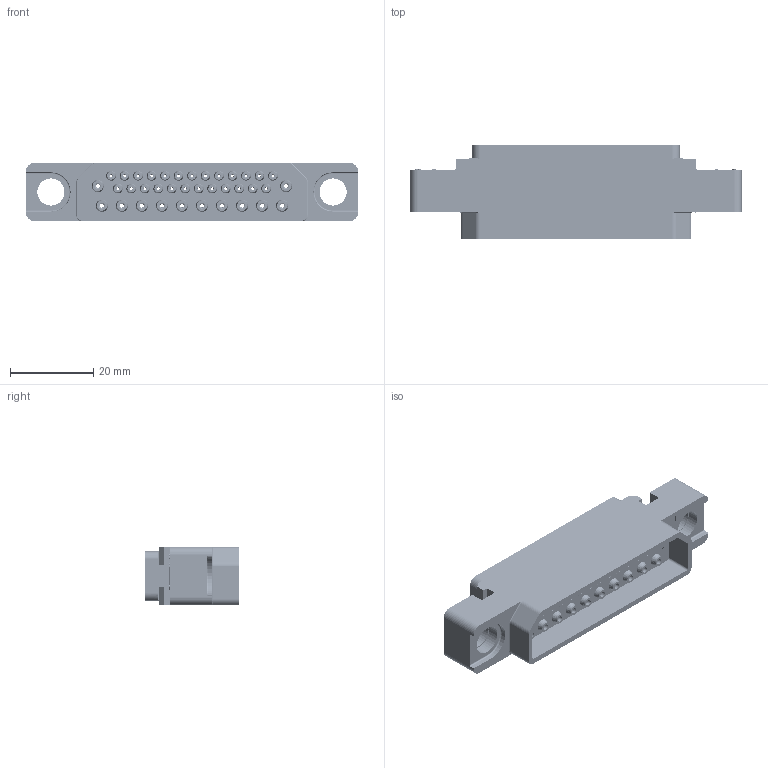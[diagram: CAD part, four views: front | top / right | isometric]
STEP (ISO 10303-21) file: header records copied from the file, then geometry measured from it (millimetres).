
FILE_DESCRIPTION((''),'2;1');
FILE_NAME('1900ND09P1X00C','2019-10-29T',('presta_be4'),(''),'CREO PARAMETRIC BY PTC INC, 2018360','CREO PARAMETRIC BY PTC INC, 2018360','');
FILE_SCHEMA(('CONFIG_CONTROL_DESIGN'));
Products named in the file (1): 1900ND09P1X00C
Bounding box: 80 x 22.8 x 14 mm (x, y, z)
Volume: 11972 mm3; surface area: 13569.5 mm2
Topology: 1 solids, 1 shells, 3980 faces, 9194 edges, 5510 vertices
Faces by surface type: plane 1440, cylinder 1066, torus 846, cone 628
Entity records: 112328 total; most frequent: DIRECTION 21274, CARTESIAN_POINT 18712, ORIENTED_EDGE 18388, EDGE_CURVE 9194, AXIS2_PLACEMENT_3D 8108, VERTEX_POINT 5510, VECTOR 5058, LINE 5058
